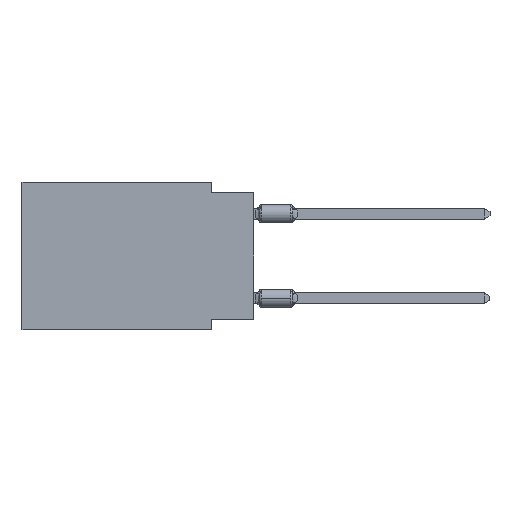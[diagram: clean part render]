
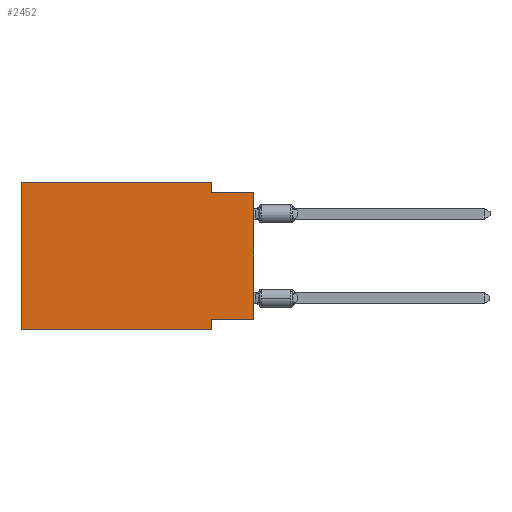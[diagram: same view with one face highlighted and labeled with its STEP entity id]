
A CAD part, left-side view. The second image highlights one B-rep face of the part: STEP entity #2452.
In plain terms, the highlighted planar face has unit normal (-1, 0, 0).
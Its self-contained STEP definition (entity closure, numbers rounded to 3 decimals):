
#180 = VERTEX_POINT ( 'NONE', #11086 ) ;
#526 = EDGE_CURVE ( 'NONE', #3759, #11093, #10923, .T. ) ;
#1680 = VECTOR ( 'NONE', #5786, 1000. ) ;
#1756 = LINE ( 'NONE', #21356, #1680 ) ;
#2452 = ADVANCED_FACE ( 'NONE', ( #6435 ), #14802, .F. ) ;
#2959 = ORIENTED_EDGE ( 'NONE', *, *, #15048, .F. ) ;
#3225 = DIRECTION ( 'NONE',  ( 0., 0., -1. ) ) ;
#3759 = VERTEX_POINT ( 'NONE', #24047 ) ;
#3836 = EDGE_LOOP ( 'NONE', ( #24267, #19140, #9693, #2959, #3951, #17430, #17502, #7317 ) ) ;
#3951 = ORIENTED_EDGE ( 'NONE', *, *, #15318, .F. ) ;
#4234 = DIRECTION ( 'NONE',  ( 0., 0., -1. ) ) ;
#4249 = AXIS2_PLACEMENT_3D ( 'NONE', #6569, #10493, #4234 ) ;
#4745 = CARTESIAN_POINT ( 'NONE',  ( 0., 13.97, 0. ) ) ;
#4891 = DIRECTION ( 'NONE',  ( 0., -1., 0. ) ) ;
#5786 = DIRECTION ( 'NONE',  ( 0., 0., -1. ) ) ;
#5955 = EDGE_CURVE ( 'NONE', #20915, #180, #6589, .T. ) ;
#6435 = FACE_OUTER_BOUND ( 'NONE', #3836, .T. ) ;
#6569 = CARTESIAN_POINT ( 'NONE',  ( 0., 13.97, 0. ) ) ;
#6589 = LINE ( 'NONE', #14689, #23925 ) ;
#7026 = VECTOR ( 'NONE', #8590, 1000. ) ;
#7317 = ORIENTED_EDGE ( 'NONE', *, *, #15254, .F. ) ;
#8421 = VECTOR ( 'NONE', #24326, 1000. ) ;
#8551 = CARTESIAN_POINT ( 'NONE',  ( 0., 2.54, 0. ) ) ;
#8590 = DIRECTION ( 'NONE',  ( 0., -1., 0. ) ) ;
#9416 = VERTEX_POINT ( 'NONE', #11684 ) ;
#9693 = ORIENTED_EDGE ( 'NONE', *, *, #21804, .F. ) ;
#10278 = LINE ( 'NONE', #22692, #7026 ) ;
#10493 = DIRECTION ( 'NONE',  ( 1., 0., 0. ) ) ;
#10923 = LINE ( 'NONE', #19438, #11537 ) ;
#11086 = CARTESIAN_POINT ( 'NONE',  ( 0., 0., -0.635 ) ) ;
#11093 = VERTEX_POINT ( 'NONE', #16523 ) ;
#11490 = CARTESIAN_POINT ( 'NONE',  ( 0., 0., 0. ) ) ;
#11537 = VECTOR ( 'NONE', #3225, 1000. ) ;
#11684 = CARTESIAN_POINT ( 'NONE',  ( 0., 13.97, 0. ) ) ;
#12396 = EDGE_CURVE ( 'NONE', #14753, #11093, #10278, .T. ) ;
#12590 = LINE ( 'NONE', #4745, #24269 ) ;
#13037 = EDGE_CURVE ( 'NONE', #24509, #180, #25359, .T. ) ;
#14650 = VECTOR ( 'NONE', #17945, 1000. ) ;
#14689 = CARTESIAN_POINT ( 'NONE',  ( 0., 0., -0.635 ) ) ;
#14753 = VERTEX_POINT ( 'NONE', #15797 ) ;
#14802 = PLANE ( 'NONE',  #4249 ) ;
#15048 = EDGE_CURVE ( 'NONE', #9416, #16115, #12590, .T. ) ;
#15254 = EDGE_CURVE ( 'NONE', #24509, #3759, #19774, .T. ) ;
#15318 = EDGE_CURVE ( 'NONE', #14753, #9416, #18066, .T. ) ;
#15435 = CARTESIAN_POINT ( 'NONE',  ( 0., 2.54, -0.635 ) ) ;
#15797 = CARTESIAN_POINT ( 'NONE',  ( 0., 13.97, -8.89 ) ) ;
#16115 = VERTEX_POINT ( 'NONE', #8551 ) ;
#16251 = VECTOR ( 'NONE', #19490, 1000. ) ;
#16523 = CARTESIAN_POINT ( 'NONE',  ( 0., 2.54, -8.89 ) ) ;
#16993 = CARTESIAN_POINT ( 'NONE',  ( 0., 0., -8.255 ) ) ;
#17430 = ORIENTED_EDGE ( 'NONE', *, *, #12396, .T. ) ;
#17502 = ORIENTED_EDGE ( 'NONE', *, *, #526, .F. ) ;
#17945 = DIRECTION ( 'NONE',  ( 0., 1., 0. ) ) ;
#18066 = LINE ( 'NONE', #24207, #8421 ) ;
#18614 = DIRECTION ( 'NONE',  ( 0., -1., 0. ) ) ;
#19140 = ORIENTED_EDGE ( 'NONE', *, *, #5955, .F. ) ;
#19438 = CARTESIAN_POINT ( 'NONE',  ( 0., 2.54, -8.89 ) ) ;
#19490 = DIRECTION ( 'NONE',  ( 0., 0., 1. ) ) ;
#19774 = LINE ( 'NONE', #23815, #14650 ) ;
#20915 = VERTEX_POINT ( 'NONE', #15435 ) ;
#21356 = CARTESIAN_POINT ( 'NONE',  ( 0., 2.54, 0. ) ) ;
#21804 = EDGE_CURVE ( 'NONE', #16115, #20915, #1756, .T. ) ;
#22692 = CARTESIAN_POINT ( 'NONE',  ( 0., 13.97, -8.89 ) ) ;
#23815 = CARTESIAN_POINT ( 'NONE',  ( 0., 0., -8.255 ) ) ;
#23925 = VECTOR ( 'NONE', #4891, 1000. ) ;
#24047 = CARTESIAN_POINT ( 'NONE',  ( 0., 2.54, -8.255 ) ) ;
#24207 = CARTESIAN_POINT ( 'NONE',  ( 0., 13.97, 0. ) ) ;
#24267 = ORIENTED_EDGE ( 'NONE', *, *, #13037, .T. ) ;
#24269 = VECTOR ( 'NONE', #18614, 1000. ) ;
#24326 = DIRECTION ( 'NONE',  ( 0., 0., 1. ) ) ;
#24509 = VERTEX_POINT ( 'NONE', #16993 ) ;
#25359 = LINE ( 'NONE', #11490, #16251 ) ;
